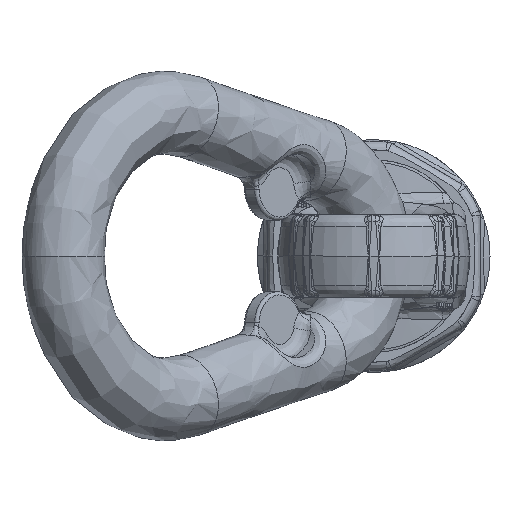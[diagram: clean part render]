
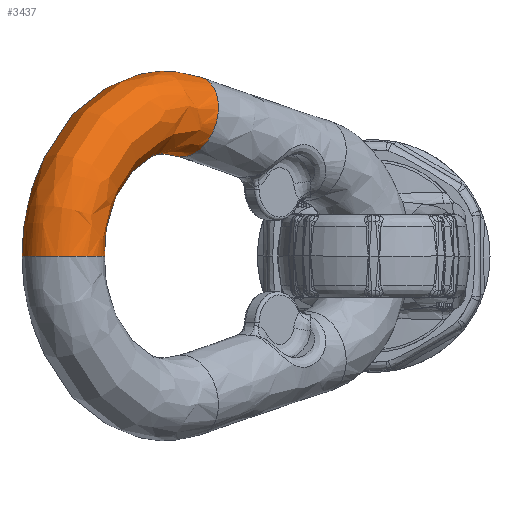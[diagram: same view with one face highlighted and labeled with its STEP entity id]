
A CAD part, left-side view. The second image highlights one B-rep face of the part: STEP entity #3437.
In plain terms, the highlighted free-form (B-spline) face has degree [3, 2] with [4, 7] control points.
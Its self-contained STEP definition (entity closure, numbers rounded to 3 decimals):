
#3332=CARTESIAN_POINT('V1950',(-52.701,
   33.694,21.879));
#3333=VERTEX_POINT('V1950',#3332);
#3339=CARTESIAN_POINT('E672',(-52.701,33.694,
   21.879));
#3340=CARTESIAN_POINT('E672',(-50.844,31.836,
   32.826));
#3341=CARTESIAN_POINT('E672',(-58.667,25.871,
   27.353));
#3342=CARTESIAN_POINT('E672',(-66.49,19.905,
   21.879));
#3343=CARTESIAN_POINT('E672',(-60.524,27.728,
   16.405));
#3344=CARTESIAN_POINT('E672',(-54.559,35.551,
   10.931));
#3345=CARTESIAN_POINT('E672',(-52.701,33.694,
   21.879));
#3353=(BOUNDED_CURVE()B_SPLINE_CURVE(2,(#3339,#3340,#3341,#3342,
   #3343,#3344,#3345),.CIRCULAR_ARC.,.T.,.U.)
   B_SPLINE_CURVE_WITH_KNOTS((3,2,2,3),(0.0,0.333,
   0.667,1.0),.UNSPECIFIED.)CURVE()
   GEOMETRIC_REPRESENTATION_ITEM()RATIONAL_B_SPLINE_CURVE((1.0,
   0.5,1.0,0.5,1.0,0.5,1.0)
   )REPRESENTATION_ITEM('E672'));
#3354=EDGE_CURVE('E672',#3333,#3333,#3353,.T.);
#3364=CARTESIAN_POINT('F279',(-72.323,53.316,
   0.));
#3365=CARTESIAN_POINT('F279',(-72.323,53.316,
   15.788));
#3366=CARTESIAN_POINT('F279',(-63.557,44.549,
   25.563));
#3367=CARTESIAN_POINT('F279',(-52.701,33.694,
   21.879));
#3368=CARTESIAN_POINT('F279',(-64.363,45.355,
   0.));
#3369=CARTESIAN_POINT('F279',(-64.363,45.355,
   7.888));
#3370=CARTESIAN_POINT('F279',(-59.983,40.975,
   12.772));
#3371=CARTESIAN_POINT('F279',(-54.559,35.551,
   10.931));
#3372=CARTESIAN_POINT('F279',(-75.237,42.441,
   0.));
#3373=CARTESIAN_POINT('F279',(-75.237,42.441,
   11.838));
#3374=CARTESIAN_POINT('F279',(-68.664,35.868,
   19.167));
#3375=CARTESIAN_POINT('F279',(-60.524,27.728,
   16.405));
#3376=CARTESIAN_POINT('F279',(-86.112,39.527,
   0.));
#3377=CARTESIAN_POINT('F279',(-86.112,39.527,
   15.788));
#3378=CARTESIAN_POINT('F279',(-77.345,30.761,
   25.563));
#3379=CARTESIAN_POINT('F279',(-66.49,19.905,
   21.879));
#3380=CARTESIAN_POINT('F279',(-83.198,50.402,
   0.));
#3381=CARTESIAN_POINT('F279',(-83.198,50.402,
   19.738));
#3382=CARTESIAN_POINT('F279',(-72.238,39.442,
   31.958));
#3383=CARTESIAN_POINT('F279',(-58.667,25.871,
   27.353));
#3384=CARTESIAN_POINT('F279',(-80.284,61.277,
   0.));
#3385=CARTESIAN_POINT('F279',(-80.284,61.277,
   23.688));
#3386=CARTESIAN_POINT('F279',(-67.131,48.123,
   38.354));
#3387=CARTESIAN_POINT('F279',(-50.844,31.836,
   32.826));
#3388=CARTESIAN_POINT('F279',(-72.323,53.316,
   0.));
#3389=CARTESIAN_POINT('F279',(-72.323,53.316,
   15.788));
#3390=CARTESIAN_POINT('F279',(-63.557,44.549,
   25.563));
#3391=CARTESIAN_POINT('F279',(-52.701,33.694,
   21.879));
#3399=(BOUNDED_SURFACE()B_SPLINE_SURFACE(3,2,((#3364,#3368,#3372,
   #3376,#3380,#3384,#3388),(#3365,#3369,#3373,#3377,#3381,#3385,
   #3389),(#3366,#3370,#3374,#3378,#3382,#3386,#3390),(#3367,
   #3371,#3375,#3379,#3383,#3387,#3391)),.UNSPECIFIED.,.F.,.T.,.U.)
   B_SPLINE_SURFACE_WITH_KNOTS((4,4),(3,2,2,3),(0.0,1.0),(0.0,
   0.475,0.951,1.426),
   .UNSPECIFIED.)GEOMETRIC_REPRESENTATION_ITEM()
   RATIONAL_B_SPLINE_SURFACE(((1.0,0.5,1.0,
   0.5,1.0,0.5,1.0),(0.746,
   0.373,0.746,0.373,
   0.746,0.373,0.746),(
   0.746,0.373,0.746,
   0.373,0.746,0.373,
   0.746),(1.0,0.5,1.0,0.5,
   1.0,0.5,1.0)))REPRESENTATION_ITEM('F279')SURFACE()
   );
#3400=ORIENTED_EDGE('E672',*,*,#3354,.F.);
#3401=CARTESIAN_POINT('V1951',(-72.323,
   53.316,0.));
#3402=VERTEX_POINT('V1951',#3401);
#3403=CARTESIAN_POINT('E673',(-52.701,33.694,
   21.879));
#3404=CARTESIAN_POINT('E673',(-63.557,44.549,
   25.563));
#3405=CARTESIAN_POINT('E673',(-72.323,53.316,
   15.788));
#3406=CARTESIAN_POINT('E673',(-72.323,53.316,
   0.));
#3414=(BOUNDED_CURVE()B_SPLINE_CURVE(3,(#3403,#3404,#3405,#3406),
   .UNSPECIFIED.,.F.,.U.)CURVE()GEOMETRIC_REPRESENTATION_ITEM()
   QUASI_UNIFORM_CURVE()RATIONAL_B_SPLINE_CURVE((1.0,
   0.746,0.746,1.0))REPRESENTATION_ITEM(
   'E673'));
#3415=EDGE_CURVE('E673',#3333,#3402,#3414,.T.);
#3416=ORIENTED_EDGE('E673',*,*,#3415,.T.);
#3417=CARTESIAN_POINT('E674',(-72.323,53.316,
   0.0));
#3418=CARTESIAN_POINT('E674',(-80.284,61.277,
   0.0));
#3419=CARTESIAN_POINT('E674',(-83.198,50.402,
   0.0));
#3420=CARTESIAN_POINT('E674',(-86.112,39.527,
   0.0));
#3421=CARTESIAN_POINT('E674',(-75.237,42.441,
   0.0));
#3422=CARTESIAN_POINT('E674',(-64.363,45.355,
   0.0));
#3423=CARTESIAN_POINT('E674',(-72.323,53.316,
   0.0));
#3431=(BOUNDED_CURVE()B_SPLINE_CURVE(2,(#3417,#3418,#3419,#3420,
   #3421,#3422,#3423),.CIRCULAR_ARC.,.T.,.U.)
   B_SPLINE_CURVE_WITH_KNOTS((3,2,2,3),(0.0,0.475,
   0.951,1.426),.UNSPECIFIED.)CURVE()
   GEOMETRIC_REPRESENTATION_ITEM()RATIONAL_B_SPLINE_CURVE((1.0,
   0.5,1.0,0.5,1.0,0.5,1.0)
   )REPRESENTATION_ITEM('E674'));
#3432=EDGE_CURVE('E674',#3402,#3402,#3431,.T.);
#3433=ORIENTED_EDGE('E674',*,*,#3432,.T.);
#3434=ORIENTED_EDGE('E673',*,*,#3415,.F.);
#3435=EDGE_LOOP('F279',(#3400,#3416,#3433,#3434));
#3436=FACE_OUTER_BOUND('F279',#3435,.T.);
#3437=ADVANCED_FACE('F279',(#3436),#3399,.T.);
